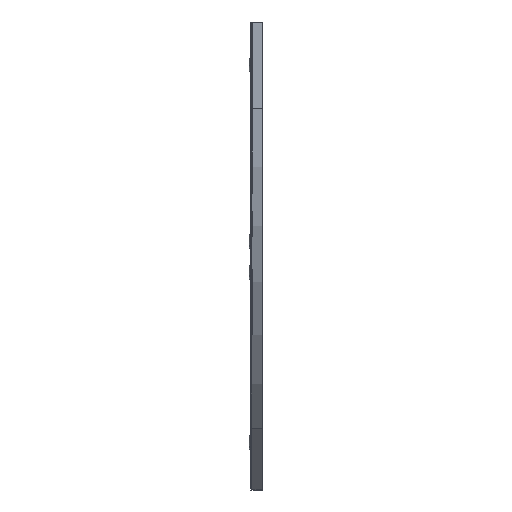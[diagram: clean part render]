
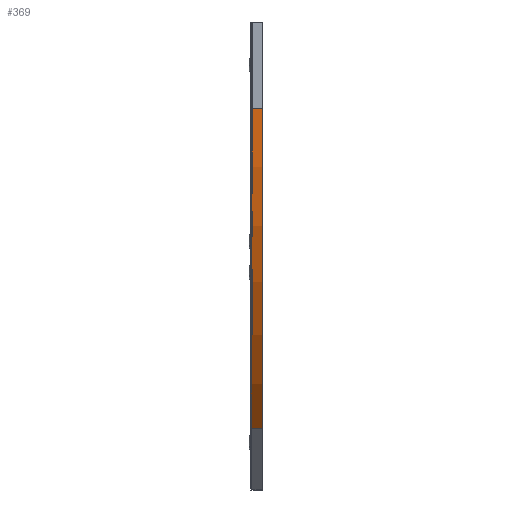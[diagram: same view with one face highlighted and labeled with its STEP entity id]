
A CAD part, left-side view. The second image highlights one B-rep face of the part: STEP entity #369.
In plain terms, the highlighted cylindrical face has radius 552 mm (diameter 1104 mm), a partial arc.
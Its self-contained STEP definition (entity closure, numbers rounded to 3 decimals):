
#99 = DIRECTION ( 'NONE',  ( 0., 0., 1. ) ) ;
#247 = EDGE_LOOP ( 'NONE', ( #2383, #263, #2426, #2624 ) ) ;
#263 = ORIENTED_EDGE ( 'NONE', *, *, #3144, .T. ) ;
#311 = DIRECTION ( 'NONE',  ( 0., 0., -1. ) ) ;
#369 = ADVANCED_FACE ( 'NONE', ( #927 ), #3109, .T. ) ;
#567 = EDGE_CURVE ( 'NONE', #1777, #2226, #3171, .T. ) ;
#618 = DIRECTION ( 'NONE',  ( 0., 0., -1. ) ) ;
#678 = VERTEX_POINT ( 'NONE', #945 ) ;
#727 = LINE ( 'NONE', #1793, #2046 ) ;
#807 = DIRECTION ( 'NONE',  ( 0., -1., 0. ) ) ;
#917 = AXIS2_PLACEMENT_3D ( 'NONE', #1820, #807, #311 ) ;
#927 = FACE_OUTER_BOUND ( 'NONE', #247, .T. ) ;
#940 = CARTESIAN_POINT ( 'NONE',  ( 552., 0., -105. ) ) ;
#945 = CARTESIAN_POINT ( 'NONE',  ( 0., 0., -105. ) ) ;
#1250 = AXIS2_PLACEMENT_3D ( 'NONE', #1360, #2130, #99 ) ;
#1286 = EDGE_CURVE ( 'NONE', #2494, #678, #727, .T. ) ;
#1360 = CARTESIAN_POINT ( 'NONE',  ( 552., 14., -105. ) ) ;
#1518 = VECTOR ( 'NONE', #1931, 1000. ) ;
#1686 = CARTESIAN_POINT ( 'NONE',  ( 0., 14., -105. ) ) ;
#1777 = VERTEX_POINT ( 'NONE', #2060 ) ;
#1793 = CARTESIAN_POINT ( 'NONE',  ( 0., 0., -105. ) ) ;
#1820 = CARTESIAN_POINT ( 'NONE',  ( 552., 0., -105. ) ) ;
#1880 = CIRCLE ( 'NONE', #2429, 552. ) ;
#1890 = DIRECTION ( 'NONE',  ( 0., -1., 0. ) ) ;
#1931 = DIRECTION ( 'NONE',  ( 0., -1., 0. ) ) ;
#2046 = VECTOR ( 'NONE', #3077, 1000. ) ;
#2060 = CARTESIAN_POINT ( 'NONE',  ( 161.677, 14., -495.323 ) ) ;
#2130 = DIRECTION ( 'NONE',  ( 0., -1., 0. ) ) ;
#2179 = CARTESIAN_POINT ( 'NONE',  ( 161.677, 0., -495.323 ) ) ;
#2226 = VERTEX_POINT ( 'NONE', #2551 ) ;
#2370 = CIRCLE ( 'NONE', #1250, 552. ) ;
#2383 = ORIENTED_EDGE ( 'NONE', *, *, #1286, .F. ) ;
#2426 = ORIENTED_EDGE ( 'NONE', *, *, #567, .T. ) ;
#2429 = AXIS2_PLACEMENT_3D ( 'NONE', #940, #1890, #618 ) ;
#2462 = EDGE_CURVE ( 'NONE', #678, #2226, #1880, .T. ) ;
#2494 = VERTEX_POINT ( 'NONE', #1686 ) ;
#2551 = CARTESIAN_POINT ( 'NONE',  ( 161.677, 0., -495.323 ) ) ;
#2624 = ORIENTED_EDGE ( 'NONE', *, *, #2462, .F. ) ;
#3077 = DIRECTION ( 'NONE',  ( 0., -1., 0. ) ) ;
#3109 = CYLINDRICAL_SURFACE ( 'NONE', #917, 552. ) ;
#3144 = EDGE_CURVE ( 'NONE', #2494, #1777, #2370, .T. ) ;
#3171 = LINE ( 'NONE', #2179, #1518 ) ;
